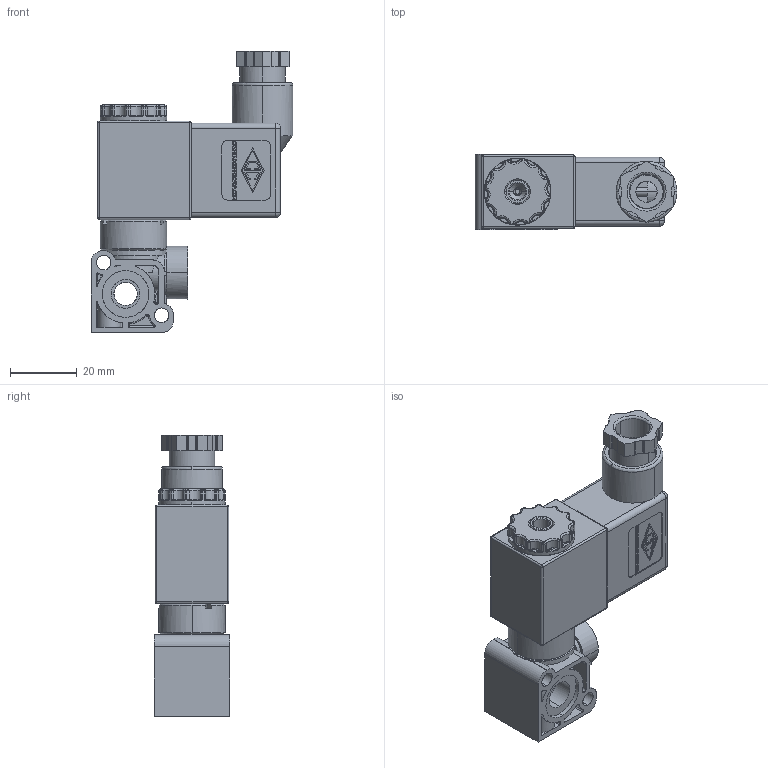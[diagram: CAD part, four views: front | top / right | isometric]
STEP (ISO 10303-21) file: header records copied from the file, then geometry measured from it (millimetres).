
FILE_DESCRIPTION (( 'STEP AP214' ), '1' );
FILE_NAME ('DVP-3CC1C-24D.step', '2016-04-27T15:34:15', ( '' ), ( '' ), 'SwSTEP 2.0', 'SolidWorks 2015', '' );
FILE_SCHEMA (( 'AUTOMOTIVE_DESIGN' ));
Length unit declared in the file: inch
Products named in the file (1): DVP-3CC1C-24D
Bounding box: 60.38 x 22.61 x 84.05 mm (x, y, z)
Volume: 34878.4 mm3; surface area: 25318 mm2
Topology: 5 solids, 5 shells, 1465 faces, 3831 edges, 2436 vertices
Faces by surface type: plane 664, bspline 410, cylinder 318, cone 37, torus 36
Entity records: 56226 total; most frequent: CARTESIAN_POINT 23172, ORIENTED_EDGE 7562, DIRECTION 5397, EDGE_CURVE 3781, VERTEX_POINT 2436, LINE 2101, VECTOR 2101, AXIS2_PLACEMENT_3D 1648
